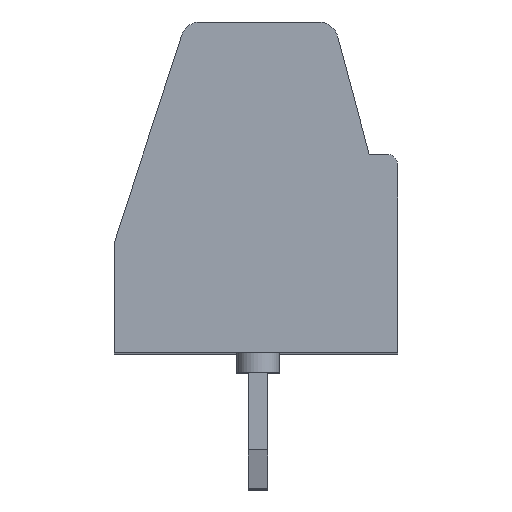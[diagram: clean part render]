
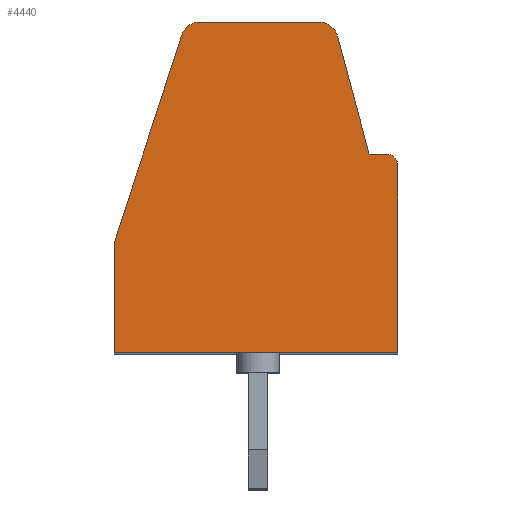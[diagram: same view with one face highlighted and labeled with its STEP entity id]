
A CAD part, top view. The second image highlights one B-rep face of the part: STEP entity #4440.
In plain terms, the highlighted face is planar.
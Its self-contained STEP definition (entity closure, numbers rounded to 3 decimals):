
#3540=CARTESIAN_POINT('',(0.,0.,
   -2.));
#3550=DIRECTION('',(0.,0.,
   1.));
#3560=DIRECTION('',(1.,0.,
   0.));
#3570=AXIS2_PLACEMENT_3D('',#3540,#3550,#3560);
#3580=PLANE('',#3570);
#3590=CARTESIAN_POINT('',(-84.502,20.821
   ,-2.));
#3600=DIRECTION('',(1.,0.,
   0.));
#3610=VECTOR('',#3600,1.);
#3620=LINE('',#3590,#3610);
#3630=CARTESIAN_POINT('',(-34.955,20.821
   ,-2.));
#3640=VERTEX_POINT('',#3630);
#3650=CARTESIAN_POINT('',(-27.655,20.821
   ,-2.));
#3660=VERTEX_POINT('',#3650);
#3670=EDGE_CURVE('',#3640,#3660,#3620,.T.);
#3680=ORIENTED_EDGE('',*,*,#3670,.F.);
#3690=CARTESIAN_POINT('',(-27.655,20.821
   ,-2.));
#3700=DIRECTION('',(0.,1.,
   0.));
#3710=VECTOR('',#3700,1.);
#3720=LINE('',#3690,#3710);
#3730=CARTESIAN_POINT('',(-27.655,23.628
   ,-2.));
#3740=VERTEX_POINT('',#3730);
#3750=EDGE_CURVE('',#3660,#3740,#3720,.T.);
#3760=ORIENTED_EDGE('',*,*,#3750,.F.);
#3770=CARTESIAN_POINT('',(-27.655,23.628
   ,-2.));
#3780=DIRECTION('',(-0.309,0.951,
   0.));
#3790=VECTOR('',#3780,1.);
#3800=LINE('',#3770,#3790);
#3810=CARTESIAN_POINT('',(-29.393,28.976
   ,-2.));
#3820=VERTEX_POINT('',#3810);
#3830=EDGE_CURVE('',#3740,#3820,#3800,.T.);
#3840=ORIENTED_EDGE('',*,*,#3830,.F.);
#3850=CARTESIAN_POINT('',(-29.869,28.821
   ,-2.));
#3860=DIRECTION('',(0.,0.,
   1.));
#3870=DIRECTION('',(1.,0.,
   0.));
#3880=AXIS2_PLACEMENT_3D('',#3850,#3860,#3870);
#3890=CIRCLE('',#3880,0.5);
#3900=CARTESIAN_POINT('',(-29.869,29.321
   ,-2.));
#3910=VERTEX_POINT('',#3900);
#3920=EDGE_CURVE('',#3820,#3910,#3890,.T.);
#3930=ORIENTED_EDGE('',*,*,#3920,.F.);
#3940=CARTESIAN_POINT('',(-32.922,29.321
   ,-2.));
#3950=DIRECTION('',(1.,0.,
   0.));
#3960=VECTOR('',#3950,1.);
#3970=LINE('',#3940,#3960);
#3980=CARTESIAN_POINT('',(-32.922,29.321
   ,-2.));
#3990=VERTEX_POINT('',#3980);
#4000=EDGE_CURVE('',#3990,#3910,#3970,.T.);
#4010=ORIENTED_EDGE('',*,*,#4000,.T.);
#4020=CARTESIAN_POINT('',(-32.922,28.821
   ,-2.));
#4030=DIRECTION('',(0.,0.,
   1.));
#4040=DIRECTION('',(1.,0.,
   0.));
#4050=AXIS2_PLACEMENT_3D('',#4020,#4030,#4040);
#4060=CIRCLE('',#4050,0.5);
#4070=CARTESIAN_POINT('',(-33.405,28.951
   ,-2.));
#4080=VERTEX_POINT('',#4070);
#4090=EDGE_CURVE('',#3990,#4080,#4060,.T.);
#4100=ORIENTED_EDGE('',*,*,#4090,.F.);
#4110=CARTESIAN_POINT('',(-33.405,28.951
   ,-2.));
#4120=DIRECTION('',(-0.259,-0.966,
   0.));
#4130=VECTOR('',#4120,1.);
#4140=LINE('',#4110,#4130);
#4150=CARTESIAN_POINT('',(-34.217,25.921
   ,-2.));
#4160=VERTEX_POINT('',#4150);
#4170=EDGE_CURVE('',#4080,#4160,#4140,.T.);
#4180=ORIENTED_EDGE('',*,*,#4170,.F.);
#4190=CARTESIAN_POINT('',(-34.217,25.921
   ,-2.));
#4200=DIRECTION('',(-1.,0.,
   0.));
#4210=VECTOR('',#4200,1.);
#4220=LINE('',#4190,#4210);
#4230=CARTESIAN_POINT('',(-34.655,25.921
   ,-2.));
#4240=VERTEX_POINT('',#4230);
#4250=EDGE_CURVE('',#4160,#4240,#4220,.T.);
#4260=ORIENTED_EDGE('',*,*,#4250,.F.);
#4270=CARTESIAN_POINT('',(-34.655,25.621
   ,-2.));
#4280=DIRECTION('',(0.,0.,
   1.));
#4290=DIRECTION('',(1.,0.,
   0.));
#4300=AXIS2_PLACEMENT_3D('',#4270,#4280,#4290);
#4310=CIRCLE('',#4300,0.3);
#4320=CARTESIAN_POINT('',(-34.955,25.621
   ,-2.));
#4330=VERTEX_POINT('',#4320);
#4340=EDGE_CURVE('',#4240,#4330,#4310,.T.);
#4350=ORIENTED_EDGE('',*,*,#4340,.F.);
#4360=CARTESIAN_POINT('',(-34.955,0.
   ,-2.));
#4370=DIRECTION('',(0.,-1.,
   0.));
#4380=VECTOR('',#4370,1.);
#4390=LINE('',#4360,#4380);
#4400=EDGE_CURVE('',#4330,#3640,#4390,.T.);
#4410=ORIENTED_EDGE('',*,*,#4400,.F.);
#4420=EDGE_LOOP('',(#4410,#4350,#4260,#4180,#4100,#4010,#3930,#3840,
   #3760,#3680));
#4430=FACE_OUTER_BOUND('',#4420,.T.);
#4440=ADVANCED_FACE('',(#4430),#3580,.F.);
